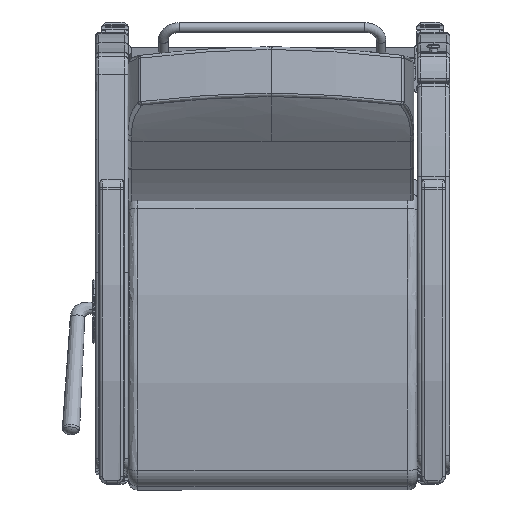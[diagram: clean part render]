
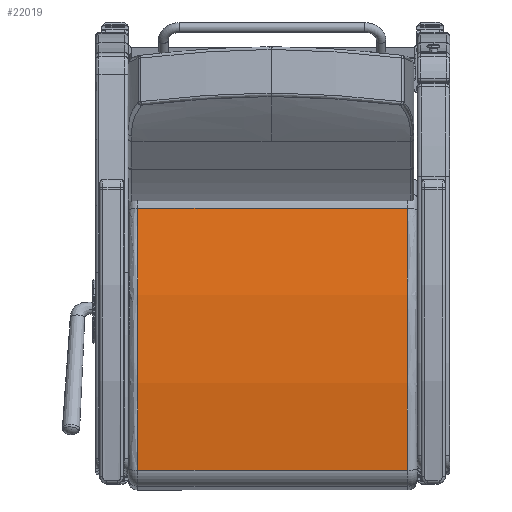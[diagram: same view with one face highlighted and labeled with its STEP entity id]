
A CAD part, front view. The second image highlights one B-rep face of the part: STEP entity #22019.
In plain terms, the highlighted free-form (B-spline) face has degree [1, 2] with [2, 3] control points.
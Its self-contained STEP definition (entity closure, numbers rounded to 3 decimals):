
#992=(
BOUNDED_SURFACE()
B_SPLINE_SURFACE(1,2,((#46557,#46558,#46559),(#46560,#46561,#46562)),
 .UNSPECIFIED.,.F.,.F.,.F.)
B_SPLINE_SURFACE_WITH_KNOTS((2,2),(3,3),(-0.173,0.173),
(1.362,1.699),.UNSPECIFIED.)
GEOMETRIC_REPRESENTATION_ITEM()
RATIONAL_B_SPLINE_SURFACE(((1.,0.986,1.),(1.,0.986,
1.)))
REPRESENTATION_ITEM('')
SURFACE()
);
#1677=ELLIPSE('',#23913,60.054,60.);
#1687=ELLIPSE('',#23941,60.054,60.);
#2586=LINE('',#46555,#4118);
#2587=LINE('',#46564,#4119);
#4118=VECTOR('',#27210,0.394);
#4119=VECTOR('',#27213,0.394);
#5715=FACE_OUTER_BOUND('',#7056,.T.);
#7056=EDGE_LOOP('',(#16480,#16481,#16482,#16483));
#10172=VERTEX_POINT('',#46347);
#10173=VERTEX_POINT('',#46348);
#10198=VERTEX_POINT('',#46554);
#10199=VERTEX_POINT('',#46563);
#12639=EDGE_CURVE('',#10172,#10173,#1677,.T.);
#12677=EDGE_CURVE('',#10173,#10198,#2586,.T.);
#12679=EDGE_CURVE('',#10172,#10199,#2587,.T.);
#12680=EDGE_CURVE('',#10198,#10199,#1687,.T.);
#16480=ORIENTED_EDGE('',*,*,#12639,.F.);
#16481=ORIENTED_EDGE('',*,*,#12679,.T.);
#16482=ORIENTED_EDGE('',*,*,#12680,.F.);
#16483=ORIENTED_EDGE('',*,*,#12677,.F.);
#22019=ADVANCED_FACE('',(#5715),#992,.F.);
#23913=AXIS2_PLACEMENT_3D('',#46349,#27142,#27143);
#23941=AXIS2_PLACEMENT_3D('',#46565,#27214,#27215);
#27142=DIRECTION('center_axis',(0.,0.,-1.));
#27143=DIRECTION('ref_axis',(1.,0.,0.));
#27210=DIRECTION('',(0.,0.,1.));
#27213=DIRECTION('',(0.,0.,1.));
#27214=DIRECTION('center_axis',(0.,0.,1.));
#27215=DIRECTION('ref_axis',(1.,0.,0.));
#46347=CARTESIAN_POINT('',(-10.045,1.256,-10.375));
#46348=CARTESIAN_POINT('',(10.111,0.445,-10.375));
#46349=CARTESIAN_POINT('Origin',(-2.35,-58.249,-10.375));
#46554=CARTESIAN_POINT('',(10.111,0.445,10.375));
#46555=CARTESIAN_POINT('',(10.111,0.445,0.));
#46557=CARTESIAN_POINT('Ctrl Pts',(10.111,0.445,-10.375));
#46558=CARTESIAN_POINT('Ctrl Pts',(0.103,2.566,-10.375));
#46559=CARTESIAN_POINT('Ctrl Pts',(-10.045,1.256,-10.375));
#46560=CARTESIAN_POINT('Ctrl Pts',(10.111,0.445,10.375));
#46561=CARTESIAN_POINT('Ctrl Pts',(0.103,2.566,10.375));
#46562=CARTESIAN_POINT('Ctrl Pts',(-10.045,1.256,10.375));
#46563=CARTESIAN_POINT('',(-10.045,1.256,10.375));
#46564=CARTESIAN_POINT('',(-10.045,1.256,0.));
#46565=CARTESIAN_POINT('Origin',(-2.35,-58.249,10.375));
